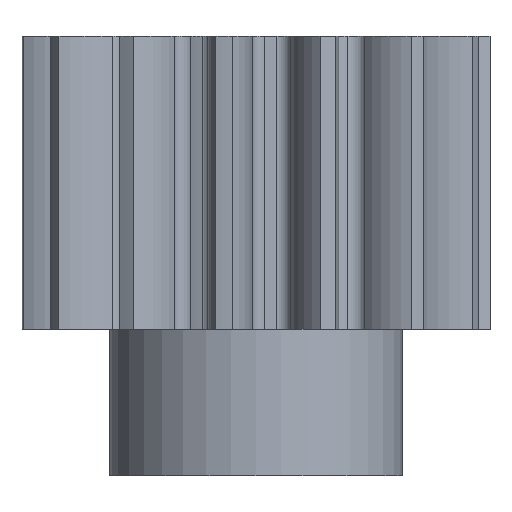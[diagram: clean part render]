
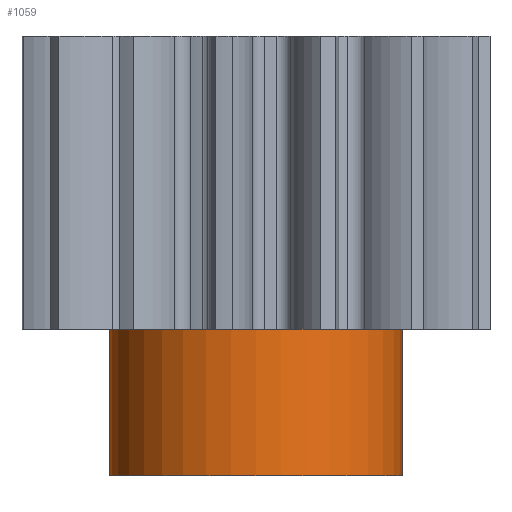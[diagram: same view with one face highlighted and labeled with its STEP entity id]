
A CAD part, front view. The second image highlights one B-rep face of the part: STEP entity #1059.
In plain terms, the highlighted cylindrical face has radius 5 mm (diameter 10 mm), a partial arc.
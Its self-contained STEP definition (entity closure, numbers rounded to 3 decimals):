
#167 = VERTEX_POINT ( 'NONE', #2322 ) ;
#302 = EDGE_CURVE ( 'NONE', #2580, #1846, #1572, .T. ) ;
#338 = EDGE_CURVE ( 'NONE', #3352, #2580, #1536, .T. ) ;
#343 = FACE_OUTER_BOUND ( 'NONE', #1672, .T. ) ;
#344 = AXIS2_PLACEMENT_3D ( 'NONE', #3333, #1152, #1922 ) ;
#470 = AXIS2_PLACEMENT_3D ( 'NONE', #1480, #2027, #1220 ) ;
#589 = EDGE_CURVE ( 'NONE', #3352, #167, #2632, .T. ) ;
#714 = CARTESIAN_POINT ( 'NONE',  ( 0., 0., -5. ) ) ;
#731 = CARTESIAN_POINT ( 'NONE',  ( -5., 0., -5. ) ) ;
#1059 = ADVANCED_FACE ( 'NONE', ( #343 ), #1939, .T. ) ;
#1152 = DIRECTION ( 'NONE',  ( 0., 0., 1. ) ) ;
#1220 = DIRECTION ( 'NONE',  ( 1., 0., 0. ) ) ;
#1445 = CARTESIAN_POINT ( 'NONE',  ( -5., 0., 0. ) ) ;
#1453 = ORIENTED_EDGE ( 'NONE', *, *, #3230, .T. ) ;
#1480 = CARTESIAN_POINT ( 'NONE',  ( 0., 0., 0. ) ) ;
#1482 = AXIS2_PLACEMENT_3D ( 'NONE', #714, #1785, #1522 ) ;
#1522 = DIRECTION ( 'NONE',  ( -1., 0., 0. ) ) ;
#1536 = CIRCLE ( 'NONE', #1482, 5. ) ;
#1572 = LINE ( 'NONE', #731, #2158 ) ;
#1589 = CARTESIAN_POINT ( 'NONE',  ( 5., 0., -5. ) ) ;
#1672 = EDGE_LOOP ( 'NONE', ( #2926, #3327, #3080, #1453 ) ) ;
#1785 = DIRECTION ( 'NONE',  ( 0., 0., -1. ) ) ;
#1846 = VERTEX_POINT ( 'NONE', #1445 ) ;
#1922 = DIRECTION ( 'NONE',  ( 1., 0., 0. ) ) ;
#1939 = CYLINDRICAL_SURFACE ( 'NONE', #344, 5. ) ;
#2027 = DIRECTION ( 'NONE',  ( 0., 0., -1. ) ) ;
#2158 = VECTOR ( 'NONE', #2937, 1000. ) ;
#2208 = CIRCLE ( 'NONE', #470, 5. ) ;
#2322 = CARTESIAN_POINT ( 'NONE',  ( 5., 0., 0. ) ) ;
#2348 = CARTESIAN_POINT ( 'NONE',  ( 5., 0., -5. ) ) ;
#2518 = DIRECTION ( 'NONE',  ( 0., 0., 1. ) ) ;
#2580 = VERTEX_POINT ( 'NONE', #3144 ) ;
#2632 = LINE ( 'NONE', #2348, #2678 ) ;
#2678 = VECTOR ( 'NONE', #2518, 1000. ) ;
#2926 = ORIENTED_EDGE ( 'NONE', *, *, #302, .F. ) ;
#2937 = DIRECTION ( 'NONE',  ( 0., 0., 1. ) ) ;
#3080 = ORIENTED_EDGE ( 'NONE', *, *, #589, .T. ) ;
#3144 = CARTESIAN_POINT ( 'NONE',  ( -5., 0., -5. ) ) ;
#3230 = EDGE_CURVE ( 'NONE', #167, #1846, #2208, .T. ) ;
#3327 = ORIENTED_EDGE ( 'NONE', *, *, #338, .F. ) ;
#3333 = CARTESIAN_POINT ( 'NONE',  ( 0., 0., -5. ) ) ;
#3352 = VERTEX_POINT ( 'NONE', #1589 ) ;
